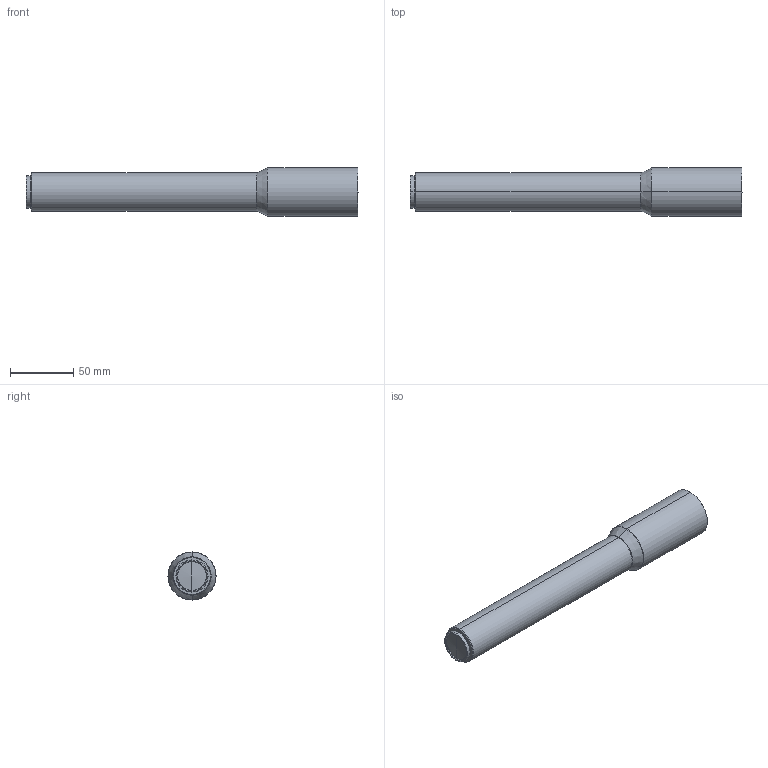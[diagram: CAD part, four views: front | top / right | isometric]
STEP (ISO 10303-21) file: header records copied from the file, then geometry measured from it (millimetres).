
FILE_DESCRIPTION (( 'STEP AP203' ), '1' );
FILE_NAME ('WH04-500A-430.STEP', '2019-12-03T01:56:56', ( 'Windows 蚚誧' ), ( '' ), 'SwSTEP 2.0', 'SolidWorks 2017', '' );
FILE_SCHEMA (( 'CONFIG_CONTROL_DESIGN' ));
Length unit declared in the file: millimetre
Products named in the file (1): WH04-500A-430
Bounding box: 261.84 x 38 x 38 mm (x, y, z)
Volume: 214715.1 mm3; surface area: 28769.7 mm2
Topology: 1 solids, 1 shells, 34 faces, 70 edges, 38 vertices
Faces by surface type: cone 14, cylinder 12, plane 4, bspline 4
Entity records: 1019 total; most frequent: CARTESIAN_POINT 247, DIRECTION 160, ORIENTED_EDGE 132, AXIS2_PLACEMENT_3D 67, EDGE_CURVE 66, VERTEX_POINT 38, EDGE_LOOP 38, CIRCLE 36
